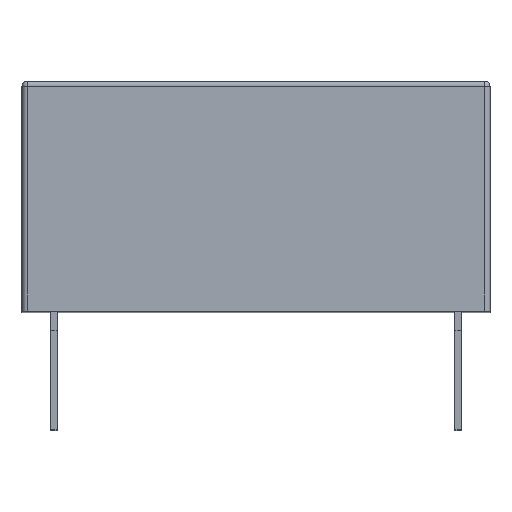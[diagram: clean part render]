
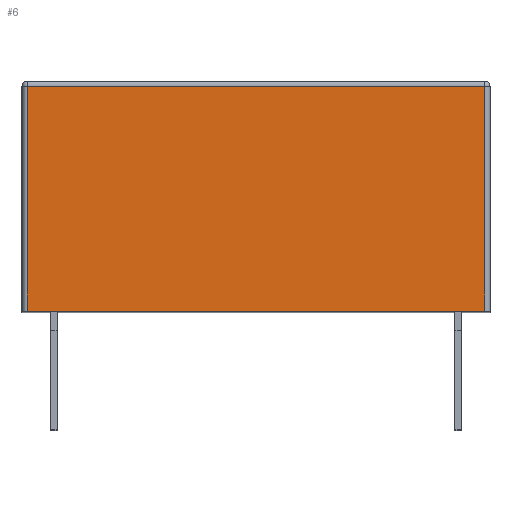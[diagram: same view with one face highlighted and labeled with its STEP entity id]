
A CAD part, top view. The second image highlights one B-rep face of the part: STEP entity #6.
In plain terms, the highlighted planar face has unit normal (0, 0, 1).
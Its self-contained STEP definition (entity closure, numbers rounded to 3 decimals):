
#6 = ADVANCED_FACE ( 'NONE', ( #7968 ), #8100, .F. ) ;
#446 = CARTESIAN_POINT ( 'NONE',  ( -8.842, 62.857, 19.813 ) ) ;
#538 = LINE ( 'NONE', #4841, #7924 ) ;
#549 = CARTESIAN_POINT ( 'NONE',  ( -8.842, 9.45, 19.813 ) ) ;
#876 = VECTOR ( 'NONE', #7336, 1000. ) ;
#1138 = CARTESIAN_POINT ( 'NONE',  ( -8.842, 0.76, 19.813 ) ) ;
#1403 = CARTESIAN_POINT ( 'NONE',  ( -9.043, 9.45, 19.813 ) ) ;
#1617 = VECTOR ( 'NONE', #3344, 1000. ) ;
#1665 = VERTEX_POINT ( 'NONE', #5004 ) ;
#1757 = CARTESIAN_POINT ( 'NONE',  ( 9.043, 62.857, 19.812 ) ) ;
#1800 = VERTEX_POINT ( 'NONE', #549 ) ;
#1923 = ORIENTED_EDGE ( 'NONE', *, *, #8374, .T. ) ;
#2094 = EDGE_CURVE ( 'NONE', #8072, #1665, #538, .T. ) ;
#2469 = VECTOR ( 'NONE', #6828, 1000. ) ;
#2663 = LINE ( 'NONE', #1403, #1617 ) ;
#3344 = DIRECTION ( 'NONE',  ( -1., 0., 0. ) ) ;
#3920 = EDGE_CURVE ( 'NONE', #7564, #1800, #2663, .T. ) ;
#3965 = EDGE_CURVE ( 'NONE', #1665, #7564, #7467, .T. ) ;
#4515 = ORIENTED_EDGE ( 'NONE', *, *, #3965, .T. ) ;
#4598 = DIRECTION ( 'NONE',  ( 0., 0., -1. ) ) ;
#4841 = CARTESIAN_POINT ( 'NONE',  ( 9.043, 0.76, 19.812 ) ) ;
#5004 = CARTESIAN_POINT ( 'NONE',  ( 8.842, 0.76, 19.812 ) ) ;
#5100 = AXIS2_PLACEMENT_3D ( 'NONE', #1757, #4598, #6551 ) ;
#5402 = ORIENTED_EDGE ( 'NONE', *, *, #3920, .T. ) ;
#5749 = EDGE_LOOP ( 'NONE', ( #6566, #4515, #5402, #1923 ) ) ;
#6521 = LINE ( 'NONE', #446, #876 ) ;
#6551 = DIRECTION ( 'NONE',  ( -1., 0., 0. ) ) ;
#6566 = ORIENTED_EDGE ( 'NONE', *, *, #2094, .T. ) ;
#6828 = DIRECTION ( 'NONE',  ( 0., 1., 0. ) ) ;
#6926 = CARTESIAN_POINT ( 'NONE',  ( 8.842, 62.857, 19.812 ) ) ;
#7336 = DIRECTION ( 'NONE',  ( 0., -1., 0. ) ) ;
#7467 = LINE ( 'NONE', #6926, #2469 ) ;
#7564 = VERTEX_POINT ( 'NONE', #8819 ) ;
#7924 = VECTOR ( 'NONE', #8161, 1000. ) ;
#7968 = FACE_OUTER_BOUND ( 'NONE', #5749, .T. ) ;
#8072 = VERTEX_POINT ( 'NONE', #1138 ) ;
#8100 = PLANE ( 'NONE',  #5100 ) ;
#8161 = DIRECTION ( 'NONE',  ( 1., 0., 0. ) ) ;
#8374 = EDGE_CURVE ( 'NONE', #1800, #8072, #6521, .T. ) ;
#8819 = CARTESIAN_POINT ( 'NONE',  ( 8.842, 9.45, 19.812 ) ) ;
